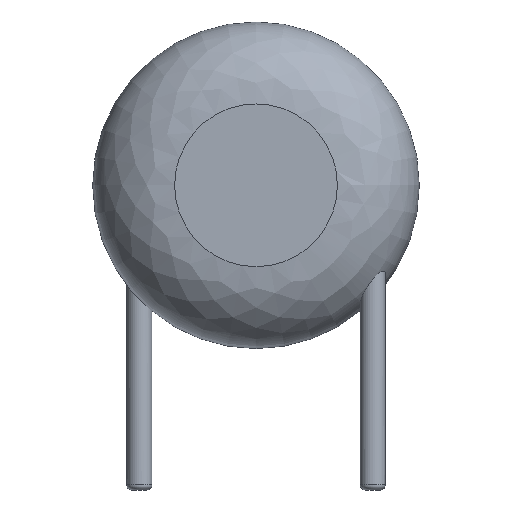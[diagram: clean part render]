
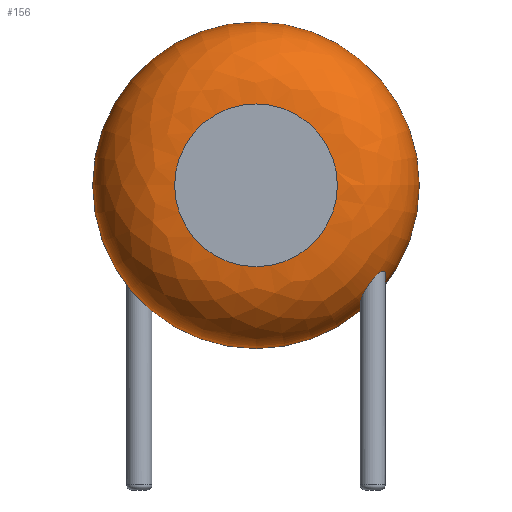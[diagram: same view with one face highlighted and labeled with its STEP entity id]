
A CAD part, front view. The second image highlights one B-rep face of the part: STEP entity #156.
In plain terms, the highlighted face is a revolution surface.
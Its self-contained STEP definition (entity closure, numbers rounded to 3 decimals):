
#24 = VERTEX_POINT('',#25);
#25 = CARTESIAN_POINT('',(6.,-0.777,3.53));
#31 = EDGE_CURVE('',#24,#24,#32,.T.);
#32 = CIRCLE('',#33,3.5);
#33 = AXIS2_PLACEMENT_3D('',#34,#35,#36);
#34 = CARTESIAN_POINT('',(2.5,-0.777,3.53));
#35 = DIRECTION('',(0.,-1.,0.));
#36 = DIRECTION('',(1.,0.,0.));
#156 = ADVANCED_FACE('',(#157,#177),#257,.T.);
#157 = FACE_BOUND('',#158,.T.);
#158 = EDGE_LOOP('',(#159,#160,#169,#176));
#159 = ORIENTED_EDGE('',*,*,#31,.T.);
#160 = ORIENTED_EDGE('',*,*,#161,.T.);
#161 = EDGE_CURVE('',#24,#162,#164,.T.);
#162 = VERTEX_POINT('',#163);
#163 = CARTESIAN_POINT('',(4.244,-2.533,3.53));
#164 = CIRCLE('',#165,1.756);
#165 = AXIS2_PLACEMENT_3D('',#166,#167,#168);
#166 = CARTESIAN_POINT('',(4.244,-0.777,3.53));
#167 = DIRECTION('',(0.,0.,-1.));
#168 = DIRECTION('',(1.,0.,0.));
#169 = ORIENTED_EDGE('',*,*,#170,.F.);
#170 = EDGE_CURVE('',#162,#162,#171,.T.);
#171 = CIRCLE('',#172,1.744);
#172 = AXIS2_PLACEMENT_3D('',#173,#174,#175);
#173 = CARTESIAN_POINT('',(2.5,-2.533,3.53));
#174 = DIRECTION('',(0.,-1.,0.));
#175 = DIRECTION('',(1.,0.,0.));
#176 = ORIENTED_EDGE('',*,*,#161,.F.);
#177 = FACE_BOUND('',#178,.T.);
#178 = EDGE_LOOP('',(#179,#198));
#179 = ORIENTED_EDGE('',*,*,#180,.T.);
#180 = EDGE_CURVE('',#181,#183,#185,.T.);
#181 = VERTEX_POINT('',#182);
#182 = CARTESIAN_POINT('',(5.27,-1.467,1.63));
#183 = VERTEX_POINT('',#184);
#184 = CARTESIAN_POINT('',(5.039,-1.2,1.197
));
#185 = B_SPLINE_CURVE_WITH_KNOTS('',6,(#186,#187,#188,#189,#190,#191,
#192,#193,#194,#195,#196,#197),.UNSPECIFIED.,.F.,.F.,(7,5,7),(
0.,0.628,1.),.UNSPECIFIED.);
#186 = CARTESIAN_POINT('',(5.27,-1.467,1.63));
#187 = CARTESIAN_POINT('',(5.27,-1.424,1.598));
#188 = CARTESIAN_POINT('',(5.262,-1.384,1.559
));
#189 = CARTESIAN_POINT('',(5.247,-1.345,1.515)
);
#190 = CARTESIAN_POINT('',(5.226,-1.311,1.468
));
#191 = CARTESIAN_POINT('',(5.2,-1.281,1.42
));
#192 = CARTESIAN_POINT('',(5.151,-1.241,1.341)
);
#193 = CARTESIAN_POINT('',(5.131,-1.229,1.312)
);
#194 = CARTESIAN_POINT('',(5.11,-1.218,1.282
));
#195 = CARTESIAN_POINT('',(5.087,-1.209,1.253
));
#196 = CARTESIAN_POINT('',(5.064,-1.203,1.225
));
#197 = CARTESIAN_POINT('',(5.039,-1.2,1.197
));
#198 = ORIENTED_EDGE('',*,*,#199,.T.);
#199 = EDGE_CURVE('',#183,#181,#200,.T.);
#200 = B_SPLINE_CURVE_WITH_KNOTS('',7,(#201,#202,#203,#204,#205,#206,
#207,#208,#209,#210,#211,#212,#213,#214,#215,#216,#217,#218,#219,
#220,#221,#222,#223,#224,#225,#226,#227,#228,#229,#230,#231,#232,
#233,#234,#235,#236,#237,#238,#239,#240,#241,#242,#243,#244,#245,
#246,#247,#248,#249,#250,#251,#252,#253,#254,#255,#256),
.UNSPECIFIED.,.F.,.F.,(8,6,6,6,6,6,6,6,6,8),(0.,0.166,
0.257,0.362,0.418,0.583,
0.743,0.866,0.949,1.),.UNSPECIFIED.);
#201 = CARTESIAN_POINT('',(5.039,-1.2,1.197
));
#202 = CARTESIAN_POINT('',(5.01,-1.195,1.163
));
#203 = CARTESIAN_POINT('',(4.979,-1.195,1.13
));
#204 = CARTESIAN_POINT('',(4.947,-1.198,1.099
));
#205 = CARTESIAN_POINT('',(4.916,-1.206,1.071
));
#206 = CARTESIAN_POINT('',(4.886,-1.218,1.046
));
#207 = CARTESIAN_POINT('',(4.857,-1.235,1.025
));
#208 = CARTESIAN_POINT('',(4.817,-1.267,1.001
));
#209 = CARTESIAN_POINT('',(4.804,-1.28,0.993
));
#210 = CARTESIAN_POINT('',(4.791,-1.293,0.988
));
#211 = CARTESIAN_POINT('',(4.78,-1.308,0.984)
);
#212 = CARTESIAN_POINT('',(4.77,-1.323,0.981
));
#213 = CARTESIAN_POINT('',(4.761,-1.339,0.981)
);
#214 = CARTESIAN_POINT('',(4.745,-1.375,0.983
));
#215 = CARTESIAN_POINT('',(4.738,-1.395,0.987
));
#216 = CARTESIAN_POINT('',(4.733,-1.416,0.993
));
#217 = CARTESIAN_POINT('',(4.73,-1.436,1.001
));
#218 = CARTESIAN_POINT('',(4.729,-1.456,1.011)
);
#219 = CARTESIAN_POINT('',(4.729,-1.476,1.023
));
#220 = CARTESIAN_POINT('',(4.733,-1.506,1.044
));
#221 = CARTESIAN_POINT('',(4.734,-1.517,1.052
));
#222 = CARTESIAN_POINT('',(4.736,-1.527,1.06
));
#223 = CARTESIAN_POINT('',(4.739,-1.537,1.069)
);
#224 = CARTESIAN_POINT('',(4.742,-1.547,1.078
));
#225 = CARTESIAN_POINT('',(4.745,-1.556,1.087
));
#226 = CARTESIAN_POINT('',(4.76,-1.593,1.126)
);
#227 = CARTESIAN_POINT('',(4.774,-1.619,1.158
));
#228 = CARTESIAN_POINT('',(4.791,-1.642,1.193)
);
#229 = CARTESIAN_POINT('',(4.811,-1.663,1.229
));
#230 = CARTESIAN_POINT('',(4.833,-1.682,1.267)
);
#231 = CARTESIAN_POINT('',(4.856,-1.697,1.306)
);
#232 = CARTESIAN_POINT('',(4.906,-1.721,1.382)
);
#233 = CARTESIAN_POINT('',(4.931,-1.73,1.419
));
#234 = CARTESIAN_POINT('',(4.958,-1.736,1.457)
);
#235 = CARTESIAN_POINT('',(4.986,-1.739,1.493
));
#236 = CARTESIAN_POINT('',(5.015,-1.739,1.529)
);
#237 = CARTESIAN_POINT('',(5.043,-1.735,1.561));
#238 = CARTESIAN_POINT('',(5.094,-1.721,1.613
));
#239 = CARTESIAN_POINT('',(5.116,-1.712,1.634
));
#240 = CARTESIAN_POINT('',(5.137,-1.702,1.652
));
#241 = CARTESIAN_POINT('',(5.158,-1.689,1.667)
);
#242 = CARTESIAN_POINT('',(5.177,-1.673,1.679
));
#243 = CARTESIAN_POINT('',(5.195,-1.655,1.687)
);
#244 = CARTESIAN_POINT('',(5.221,-1.623,1.693
));
#245 = CARTESIAN_POINT('',(5.23,-1.609,1.693
));
#246 = CARTESIAN_POINT('',(5.239,-1.595,1.692
));
#247 = CARTESIAN_POINT('',(5.246,-1.58,1.689
));
#248 = CARTESIAN_POINT('',(5.252,-1.565,1.685
));
#249 = CARTESIAN_POINT('',(5.257,-1.55,1.679
));
#250 = CARTESIAN_POINT('',(5.264,-1.524,1.667
));
#251 = CARTESIAN_POINT('',(5.266,-1.515,1.662)
);
#252 = CARTESIAN_POINT('',(5.268,-1.505,1.656
));
#253 = CARTESIAN_POINT('',(5.269,-1.495,1.65)
);
#254 = CARTESIAN_POINT('',(5.27,-1.486,1.644
));
#255 = CARTESIAN_POINT('',(5.27,-1.476,1.637));
#256 = CARTESIAN_POINT('',(5.27,-1.467,1.63));
#257 = SURFACE_OF_REVOLUTION('',#258,#271);
#258 = B_SPLINE_CURVE_WITH_KNOTS('',6,(#259,#260,#261,#262,#263,#264,
#265,#266,#267,#268,#269,#270),.UNSPECIFIED.,.F.,.F.,(7,5,7),(
0.,0.785,1.571),.UNSPECIFIED.);
#259 = CARTESIAN_POINT('',(6.,-0.777,3.53));
#260 = CARTESIAN_POINT('',(6.,-1.007,3.53));
#261 = CARTESIAN_POINT('',(5.964,-1.237,3.53));
#262 = CARTESIAN_POINT('',(5.892,-1.46,3.53));
#263 = CARTESIAN_POINT('',(5.785,-1.668,3.53));
#264 = CARTESIAN_POINT('',(5.648,-1.856,3.53));
#265 = CARTESIAN_POINT('',(5.323,-2.182,3.53));
#266 = CARTESIAN_POINT('',(5.135,-2.319,3.53));
#267 = CARTESIAN_POINT('',(4.926,-2.425,3.53));
#268 = CARTESIAN_POINT('',(4.704,-2.497,3.53));
#269 = CARTESIAN_POINT('',(4.474,-2.533,3.53));
#270 = CARTESIAN_POINT('',(4.244,-2.533,3.53));
#271 = AXIS1_PLACEMENT('',#272,#273);
#272 = CARTESIAN_POINT('',(2.5,-0.777,3.53));
#273 = DIRECTION('',(0.,-1.,0.));
